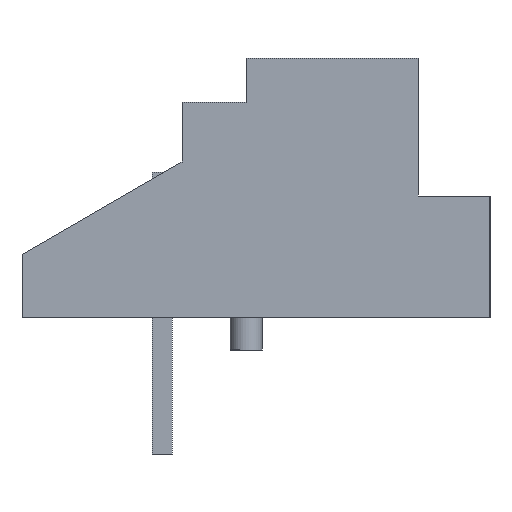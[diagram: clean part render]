
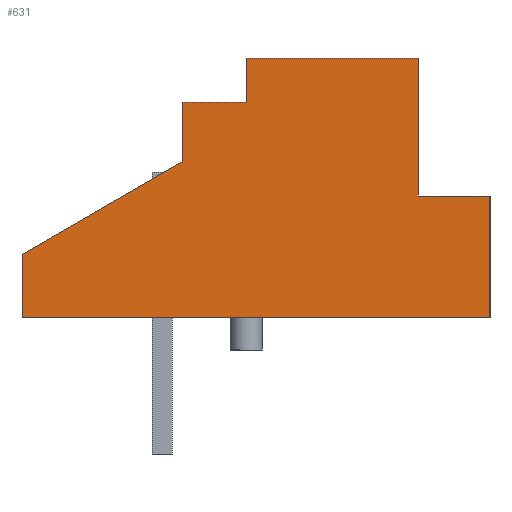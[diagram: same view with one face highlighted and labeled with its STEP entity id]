
A CAD part, left-side view. The second image highlights one B-rep face of the part: STEP entity #631.
In plain terms, the highlighted planar face has unit normal (-1, 0, 0).
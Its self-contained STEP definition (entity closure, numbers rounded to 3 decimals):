
#230 = VERTEX_POINT('',#231);
#231 = CARTESIAN_POINT('',(-2.,-6.4,6.49));
#237 = EDGE_CURVE('',#238,#230,#240,.T.);
#238 = VERTEX_POINT('',#239);
#239 = CARTESIAN_POINT('',(-2.,-6.4,3.04));
#240 = LINE('',#241,#242);
#241 = CARTESIAN_POINT('',(-2.,-6.4,3.04));
#242 = VECTOR('',#243,1.);
#243 = DIRECTION('',(0.,0.,1.));
#405 = VERTEX_POINT('',#406);
#406 = CARTESIAN_POINT('',(-2.,-0.5,5.39));
#412 = EDGE_CURVE('',#413,#405,#415,.T.);
#413 = VERTEX_POINT('',#414);
#414 = CARTESIAN_POINT('',(-2.,-2.1,5.39));
#415 = LINE('',#416,#417);
#416 = CARTESIAN_POINT('',(-2.,-2.1,5.39));
#417 = VECTOR('',#418,1.);
#418 = DIRECTION('',(0.,1.,0.));
#631 = ADVANCED_FACE('',(#632),#696,.T.);
#632 = FACE_BOUND('',#633,.T.);
#633 = EDGE_LOOP('',(#634,#635,#643,#651,#659,#667,#675,#681,#682,#690)
  );
#634 = ORIENTED_EDGE('',*,*,#412,.T.);
#635 = ORIENTED_EDGE('',*,*,#636,.T.);
#636 = EDGE_CURVE('',#405,#637,#639,.T.);
#637 = VERTEX_POINT('',#638);
#638 = CARTESIAN_POINT('',(-2.,-0.5,3.89));
#639 = LINE('',#640,#641);
#640 = CARTESIAN_POINT('',(-2.,-0.5,5.39));
#641 = VECTOR('',#642,1.);
#642 = DIRECTION('',(0.,0.,-1.));
#643 = ORIENTED_EDGE('',*,*,#644,.F.);
#644 = EDGE_CURVE('',#645,#637,#647,.T.);
#645 = VERTEX_POINT('',#646);
#646 = CARTESIAN_POINT('',(-2.,3.5,1.581));
#647 = LINE('',#648,#649);
#648 = CARTESIAN_POINT('',(-2.,3.5,1.581));
#649 = VECTOR('',#650,1.);
#650 = DIRECTION('',(0.,-0.866,0.5));
#651 = ORIENTED_EDGE('',*,*,#652,.T.);
#652 = EDGE_CURVE('',#645,#653,#655,.T.);
#653 = VERTEX_POINT('',#654);
#654 = CARTESIAN_POINT('',(-2.,3.5,-0.01));
#655 = LINE('',#656,#657);
#656 = CARTESIAN_POINT('',(-2.,3.5,3.89));
#657 = VECTOR('',#658,1.);
#658 = DIRECTION('',(0.,0.,-1.));
#659 = ORIENTED_EDGE('',*,*,#660,.T.);
#660 = EDGE_CURVE('',#653,#661,#663,.T.);
#661 = VERTEX_POINT('',#662);
#662 = CARTESIAN_POINT('',(-2.,-8.2,-0.01));
#663 = LINE('',#664,#665);
#664 = CARTESIAN_POINT('',(-2.,-8.2,-0.01));
#665 = VECTOR('',#666,1.);
#666 = DIRECTION('',(0.,-1.,0.));
#667 = ORIENTED_EDGE('',*,*,#668,.T.);
#668 = EDGE_CURVE('',#661,#669,#671,.T.);
#669 = VERTEX_POINT('',#670);
#670 = CARTESIAN_POINT('',(-2.,-8.2,3.04));
#671 = LINE('',#672,#673);
#672 = CARTESIAN_POINT('',(-2.,-8.2,-0.01));
#673 = VECTOR('',#674,1.);
#674 = DIRECTION('',(0.,0.,1.));
#675 = ORIENTED_EDGE('',*,*,#676,.T.);
#676 = EDGE_CURVE('',#669,#238,#677,.T.);
#677 = LINE('',#678,#679);
#678 = CARTESIAN_POINT('',(-2.,-8.2,3.04));
#679 = VECTOR('',#680,1.);
#680 = DIRECTION('',(0.,1.,0.));
#681 = ORIENTED_EDGE('',*,*,#237,.T.);
#682 = ORIENTED_EDGE('',*,*,#683,.F.);
#683 = EDGE_CURVE('',#684,#230,#686,.T.);
#684 = VERTEX_POINT('',#685);
#685 = CARTESIAN_POINT('',(-2.,-2.1,6.49));
#686 = LINE('',#687,#688);
#687 = CARTESIAN_POINT('',(-2.,-6.4,6.49));
#688 = VECTOR('',#689,1.);
#689 = DIRECTION('',(0.,-1.,0.));
#690 = ORIENTED_EDGE('',*,*,#691,.F.);
#691 = EDGE_CURVE('',#413,#684,#692,.T.);
#692 = LINE('',#693,#694);
#693 = CARTESIAN_POINT('',(-2.,-2.1,5.39));
#694 = VECTOR('',#695,1.);
#695 = DIRECTION('',(0.,0.,1.));
#696 = PLANE('',#697);
#697 = AXIS2_PLACEMENT_3D('',#698,#699,#700);
#698 = CARTESIAN_POINT('',(-2.,-8.2,-0.01));
#699 = DIRECTION('',(-1.,0.,0.));
#700 = DIRECTION('',(0.,0.,-1.));
